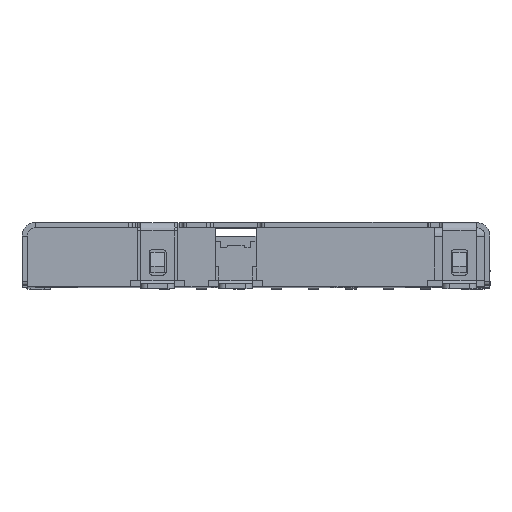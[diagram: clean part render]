
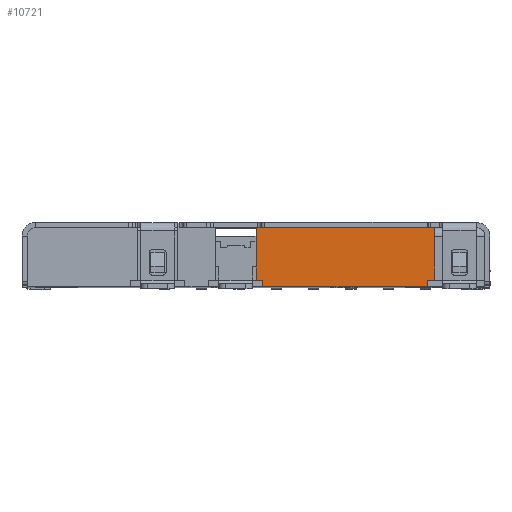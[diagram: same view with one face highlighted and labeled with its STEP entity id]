
A CAD part, top view. The second image highlights one B-rep face of the part: STEP entity #10721.
In plain terms, the highlighted planar face has unit normal (0, 0, 1).
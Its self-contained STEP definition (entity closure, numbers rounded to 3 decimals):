
#1660 = DIRECTION ( 'NONE',  ( 1., 0., 0. ) ) ;
#1809 = DIRECTION ( 'NONE',  ( 0., 0., -1. ) ) ;
#1908 = VERTEX_POINT ( 'NONE', #26581 ) ;
#1991 = EDGE_CURVE ( 'NONE', #3028, #1908, #2930, .T. ) ;
#2471 = VERTEX_POINT ( 'NONE', #29017 ) ;
#2585 = VECTOR ( 'NONE', #10593, 1000. ) ;
#2930 = LINE ( 'NONE', #35629, #24197 ) ;
#3028 = VERTEX_POINT ( 'NONE', #37753 ) ;
#4412 = ORIENTED_EDGE ( 'NONE', *, *, #28450, .T. ) ;
#4874 = LINE ( 'NONE', #10970, #2585 ) ;
#5035 = EDGE_CURVE ( 'NONE', #17896, #16246, #33899, .T. ) ;
#5544 = DIRECTION ( 'NONE',  ( 0., -1., 0. ) ) ;
#6674 = DIRECTION ( 'NONE',  ( 0., -1., 0. ) ) ;
#7025 = CARTESIAN_POINT ( 'NONE',  ( 5.275, 0.25, 7.75 ) ) ;
#7075 = CARTESIAN_POINT ( 'NONE',  ( 5.05, 0.05, 7.75 ) ) ;
#7499 = CARTESIAN_POINT ( 'NONE',  ( 5.275, 0.25, 7.75 ) ) ;
#7795 = PLANE ( 'NONE',  #12234 ) ;
#8397 = VERTEX_POINT ( 'NONE', #13609 ) ;
#8958 = VECTOR ( 'NONE', #16221, 1000. ) ;
#9748 = VECTOR ( 'NONE', #1660, 1000. ) ;
#10593 = DIRECTION ( 'NONE',  ( 1., 0., 0. ) ) ;
#10636 = VERTEX_POINT ( 'NONE', #31068 ) ;
#10721 = ADVANCED_FACE ( 'NONE', ( #19235 ), #7795, .F. ) ;
#10970 = CARTESIAN_POINT ( 'NONE',  ( 0., 1.8, 7.75 ) ) ;
#11676 = ORIENTED_EDGE ( 'NONE', *, *, #22978, .F. ) ;
#12093 = CARTESIAN_POINT ( 'NONE',  ( 5.275, 0.25, 7.75 ) ) ;
#12234 = AXIS2_PLACEMENT_3D ( 'NONE', #16565, #1809, #25625 ) ;
#12793 = DIRECTION ( 'NONE',  ( 1., 0., 0. ) ) ;
#13112 = DIRECTION ( 'NONE',  ( 1., 0., 0. ) ) ;
#13474 = ORIENTED_EDGE ( 'NONE', *, *, #29481, .F. ) ;
#13609 = CARTESIAN_POINT ( 'NONE',  ( 5.05, 0.05, 7.75 ) ) ;
#14094 = ORIENTED_EDGE ( 'NONE', *, *, #1991, .T. ) ;
#15211 = EDGE_CURVE ( 'NONE', #1908, #10636, #25483, .T. ) ;
#16221 = DIRECTION ( 'NONE',  ( 0., -1., 0. ) ) ;
#16246 = VERTEX_POINT ( 'NONE', #12093 ) ;
#16565 = CARTESIAN_POINT ( 'NONE',  ( 5.05, 0.25, 7.75 ) ) ;
#17045 = LINE ( 'NONE', #20031, #29565 ) ;
#17896 = VERTEX_POINT ( 'NONE', #18767 ) ;
#18767 = CARTESIAN_POINT ( 'NONE',  ( 5.275, 1.8, 7.75 ) ) ;
#18891 = VERTEX_POINT ( 'NONE', #24124 ) ;
#19235 = FACE_OUTER_BOUND ( 'NONE', #23846, .T. ) ;
#19743 = ORIENTED_EDGE ( 'NONE', *, *, #5035, .F. ) ;
#20031 = CARTESIAN_POINT ( 'NONE',  ( 0.2, 0.25, 7.75 ) ) ;
#20628 = ORIENTED_EDGE ( 'NONE', *, *, #15211, .T. ) ;
#20789 = CARTESIAN_POINT ( 'NONE',  ( 5.05, 0.25, 7.75 ) ) ;
#21114 = EDGE_CURVE ( 'NONE', #2471, #16246, #26787, .T. ) ;
#21260 = EDGE_CURVE ( 'NONE', #10636, #18891, #17045, .T. ) ;
#21353 = LINE ( 'NONE', #20789, #32945 ) ;
#22978 = EDGE_CURVE ( 'NONE', #3028, #17896, #4874, .T. ) ;
#23741 = VECTOR ( 'NONE', #12793, 1000. ) ;
#23846 = EDGE_LOOP ( 'NONE', ( #4412, #13474, #33184, #19743, #11676, #14094, #20628, #34084 ) ) ;
#24124 = CARTESIAN_POINT ( 'NONE',  ( 0.2, 0.05, 7.75 ) ) ;
#24197 = VECTOR ( 'NONE', #6674, 1000. ) ;
#25483 = LINE ( 'NONE', #7499, #9748 ) ;
#25625 = DIRECTION ( 'NONE',  ( -1., 0., 0. ) ) ;
#26581 = CARTESIAN_POINT ( 'NONE',  ( 0., 0.25, 7.75 ) ) ;
#26787 = LINE ( 'NONE', #7025, #30948 ) ;
#28450 = EDGE_CURVE ( 'NONE', #18891, #8397, #33880, .T. ) ;
#29017 = CARTESIAN_POINT ( 'NONE',  ( 5.05, 0.25, 7.75 ) ) ;
#29481 = EDGE_CURVE ( 'NONE', #2471, #8397, #21353, .T. ) ;
#29565 = VECTOR ( 'NONE', #5544, 1000. ) ;
#30727 = CARTESIAN_POINT ( 'NONE',  ( 5.275, 0.65, 7.75 ) ) ;
#30948 = VECTOR ( 'NONE', #13112, 1000. ) ;
#31068 = CARTESIAN_POINT ( 'NONE',  ( 0.2, 0.25, 7.75 ) ) ;
#32461 = DIRECTION ( 'NONE',  ( 0., -1., 0. ) ) ;
#32945 = VECTOR ( 'NONE', #32461, 1000. ) ;
#33184 = ORIENTED_EDGE ( 'NONE', *, *, #21114, .T. ) ;
#33880 = LINE ( 'NONE', #7075, #23741 ) ;
#33899 = LINE ( 'NONE', #30727, #8958 ) ;
#34084 = ORIENTED_EDGE ( 'NONE', *, *, #21260, .T. ) ;
#35629 = CARTESIAN_POINT ( 'NONE',  ( 0., 0.65, 7.75 ) ) ;
#37753 = CARTESIAN_POINT ( 'NONE',  ( 0., 1.8, 7.75 ) ) ;
